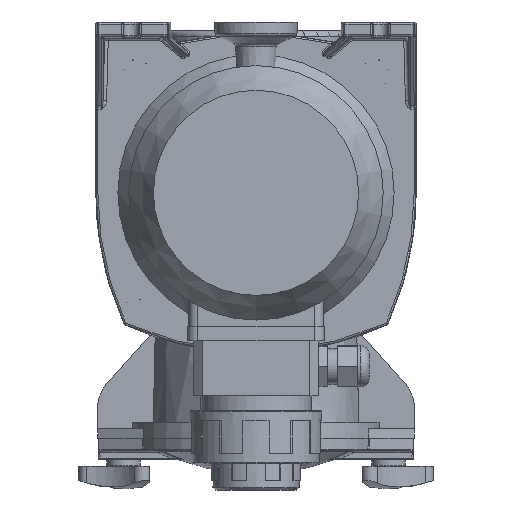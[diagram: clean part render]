
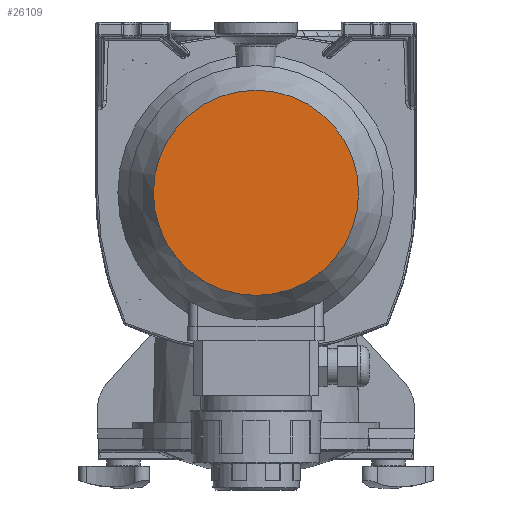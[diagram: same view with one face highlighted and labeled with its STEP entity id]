
A CAD part, front view. The second image highlights one B-rep face of the part: STEP entity #26109.
In plain terms, the highlighted planar face has unit normal (0, -1, 0).
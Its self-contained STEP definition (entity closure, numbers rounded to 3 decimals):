
#3801=PLANE('',#27977);
#8607=ORIENTED_EDGE('',*,*,#11710,.F.);
#11710=EDGE_CURVE('',#13557,#13557,#14621,.T.);
#13557=VERTEX_POINT('',#43722);
#14621=CIRCLE('',#27938,57.644);
#15724=EDGE_LOOP('',(#8607));
#16958=FACE_BOUND('',#15724,.T.);
#26109=ADVANCED_FACE('',(#16958),#3801,.F.);
#27938=AXIS2_PLACEMENT_3D('',#43721,#32378,#32379);
#27977=AXIS2_PLACEMENT_3D('',#43843,#32496,#32497);
#32378=DIRECTION('',(0.,1.,0.));
#32379=DIRECTION('',(0.,0.,1.));
#32496=DIRECTION('',(0.,1.,0.));
#32497=DIRECTION('',(0.,0.,1.));
#43721=CARTESIAN_POINT('',(0.,-236.115,0.058));
#43722=CARTESIAN_POINT('',(0.,-236.115,57.701));
#43843=CARTESIAN_POINT('',(0.,-236.115,0.058));
